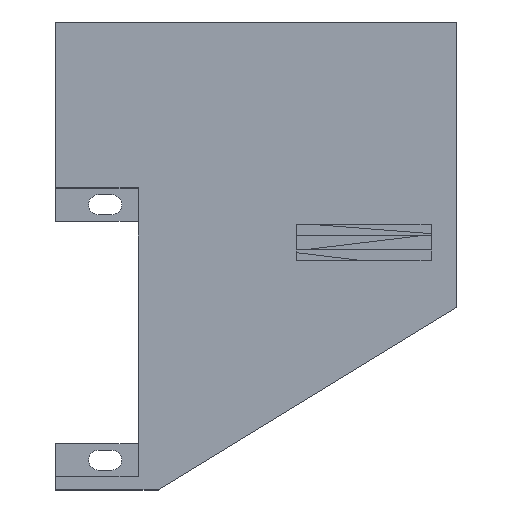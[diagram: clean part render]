
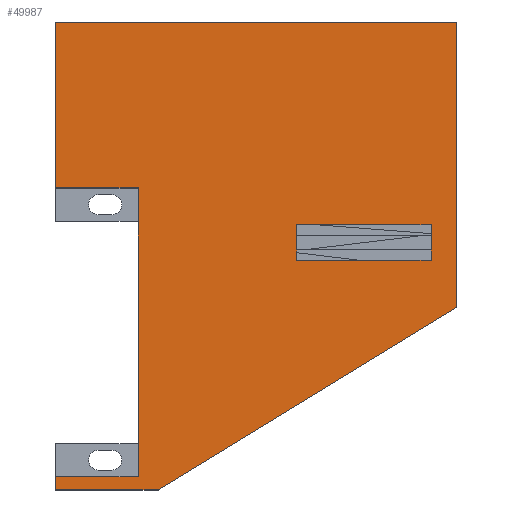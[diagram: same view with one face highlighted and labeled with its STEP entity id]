
A CAD part, top view. The second image highlights one B-rep face of the part: STEP entity #49987.
In plain terms, the highlighted planar face has unit normal (0, 0, 1).
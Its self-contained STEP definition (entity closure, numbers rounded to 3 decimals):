
#14053=DIRECTION('',(0.,1.,0.));
#14054=VECTOR('',#14053,40.);
#14055=CARTESIAN_POINT('',(-650.,-410.,417.79));
#14056=LINE('',#14055,#14054);
#14097=DIRECTION('',(0.,-1.,0.));
#14098=VECTOR('',#14097,107.31);
#14099=CARTESIAN_POINT('',(482.54,389.51,417.79));
#14100=LINE('',#14099,#14098);
#14101=DIRECTION('',(1.,0.,0.));
#14102=VECTOR('',#14101,405.08);
#14103=CARTESIAN_POINT('',(77.46,389.51,417.79));
#14104=LINE('',#14103,#14102);
#14105=DIRECTION('',(0.,1.,0.));
#14106=VECTOR('',#14105,107.31);
#14107=CARTESIAN_POINT('',(77.46,282.2,417.79));
#14108=LINE('',#14107,#14106);
#14109=DIRECTION('',(-1.,0.,0.));
#14110=VECTOR('',#14109,405.08);
#14111=CARTESIAN_POINT('',(482.54,282.2,417.79));
#14112=LINE('',#14111,#14110);
#14113=DIRECTION('',(0.,1.,0.));
#14114=VECTOR('',#14113,500.);
#14115=CARTESIAN_POINT('',(-650.,500.,417.79));
#14116=LINE('',#14115,#14114);
#14117=DIRECTION('',(0.,-1.,0.));
#14118=VECTOR('',#14117,860.);
#14119=CARTESIAN_POINT('',(560.,1000.,417.79));
#14120=LINE('',#14119,#14118);
#14121=DIRECTION('',(0.853,0.521,0.));
#14122=VECTOR('',#14121,1054.751);
#14123=CARTESIAN_POINT('',(-340.,-410.,417.79));
#14124=LINE('',#14123,#14122);
#14125=DIRECTION('',(-1.,0.,0.));
#14126=VECTOR('',#14125,310.);
#14127=CARTESIAN_POINT('',(-340.,-410.,417.79));
#14128=LINE('',#14127,#14126);
#14129=DIRECTION('',(0.,-1.,0.));
#14130=VECTOR('',#14129,870.);
#14131=CARTESIAN_POINT('',(-400.,500.,417.79));
#14132=LINE('',#14131,#14130);
#14133=DIRECTION('',(-1.,0.,0.));
#14134=VECTOR('',#14133,250.);
#14135=CARTESIAN_POINT('',(-400.,500.,417.79));
#14136=LINE('',#14135,#14134);
#14157=DIRECTION('',(1.,0.,0.));
#14158=VECTOR('',#14157,1210.);
#14159=CARTESIAN_POINT('',(-650.,1000.,417.79));
#14160=LINE('',#14159,#14158);
#14177=DIRECTION('',(-1.,0.,0.));
#14178=VECTOR('',#14177,250.);
#14179=CARTESIAN_POINT('',(-400.,-370.,417.79));
#14180=LINE('',#14179,#14178);
#21227=CARTESIAN_POINT('',(-650.,-410.,417.79));
#21228=CARTESIAN_POINT('',(-650.,-370.,417.79));
#21229=VERTEX_POINT('',#21227);
#21230=VERTEX_POINT('',#21228);
#21231=CARTESIAN_POINT('',(-400.,500.,417.79));
#21232=CARTESIAN_POINT('',(-400.,-370.,417.79));
#21233=VERTEX_POINT('',#21231);
#21234=VERTEX_POINT('',#21232);
#21235=CARTESIAN_POINT('',(-650.,500.,417.79));
#21236=VERTEX_POINT('',#21235);
#21269=CARTESIAN_POINT('',(482.54,389.51,417.79));
#21270=CARTESIAN_POINT('',(482.54,282.2,417.79));
#21271=VERTEX_POINT('',#21269);
#21272=VERTEX_POINT('',#21270);
#21273=CARTESIAN_POINT('',(77.46,282.2,417.79));
#21274=VERTEX_POINT('',#21273);
#21275=CARTESIAN_POINT('',(77.46,389.51,417.79));
#21276=VERTEX_POINT('',#21275);
#21299=CARTESIAN_POINT('',(-340.,-410.,417.79));
#21300=CARTESIAN_POINT('',(560.,140.,417.79));
#21301=VERTEX_POINT('',#21299);
#21302=VERTEX_POINT('',#21300);
#21381=CARTESIAN_POINT('',(560.,1000.,417.79));
#21383=VERTEX_POINT('',#21381);
#21387=CARTESIAN_POINT('',(-650.,1000.,417.79));
#21388=VERTEX_POINT('',#21387);
#49957=CARTESIAN_POINT('',(0.,0.,417.79));
#49958=DIRECTION('',(0.,0.,1.));
#49959=DIRECTION('',(1.,0.,0.));
#49960=AXIS2_PLACEMENT_3D('',#49957,#49958,#49959);
#49961=PLANE('',#49960);
#49962=ORIENTED_EDGE('',*,*,#49889,.T.);
#49964=ORIENTED_EDGE('',*,*,#49963,.T.);
#49966=ORIENTED_EDGE('',*,*,#49965,.T.);
#49967=ORIENTED_EDGE('',*,*,#49924,.F.);
#49968=ORIENTED_EDGE('',*,*,#49910,.T.);
#49969=ORIENTED_EDGE('',*,*,#49874,.T.);
#49971=ORIENTED_EDGE('',*,*,#49970,.F.);
#49972=ORIENTED_EDGE('',*,*,#49621,.F.);
#49974=ORIENTED_EDGE('',*,*,#49973,.T.);
#49975=EDGE_LOOP('',(#49962,#49964,#49966,#49967,#49968,#49969,#49971,#49972,
#49974));
#49976=FACE_OUTER_BOUND('',#49975,.F.);
#49978=ORIENTED_EDGE('',*,*,#49977,.F.);
#49980=ORIENTED_EDGE('',*,*,#49979,.F.);
#49982=ORIENTED_EDGE('',*,*,#49981,.F.);
#49984=ORIENTED_EDGE('',*,*,#49983,.F.);
#49985=EDGE_LOOP('',(#49978,#49980,#49982,#49984));
#49986=FACE_BOUND('',#49985,.F.);
#49987=ADVANCED_FACE('',(#49976,#49986),#49961,.T.);
#49621=EDGE_CURVE('',#21233,#21234,#14132,.T.);
#49874=EDGE_CURVE('',#21229,#21230,#14056,.T.);
#49889=EDGE_CURVE('',#21236,#21388,#14116,.T.);
#49910=EDGE_CURVE('',#21301,#21229,#14128,.T.);
#49924=EDGE_CURVE('',#21301,#21302,#14124,.T.);
#49963=EDGE_CURVE('',#21388,#21383,#14160,.T.);
#49965=EDGE_CURVE('',#21383,#21302,#14120,.T.);
#49970=EDGE_CURVE('',#21234,#21230,#14180,.T.);
#49973=EDGE_CURVE('',#21233,#21236,#14136,.T.);
#49977=EDGE_CURVE('',#21271,#21272,#14100,.T.);
#49979=EDGE_CURVE('',#21276,#21271,#14104,.T.);
#49981=EDGE_CURVE('',#21274,#21276,#14108,.T.);
#49983=EDGE_CURVE('',#21272,#21274,#14112,.T.);
